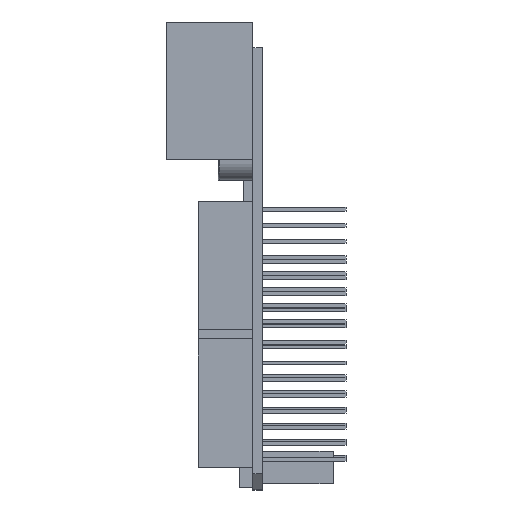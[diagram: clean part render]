
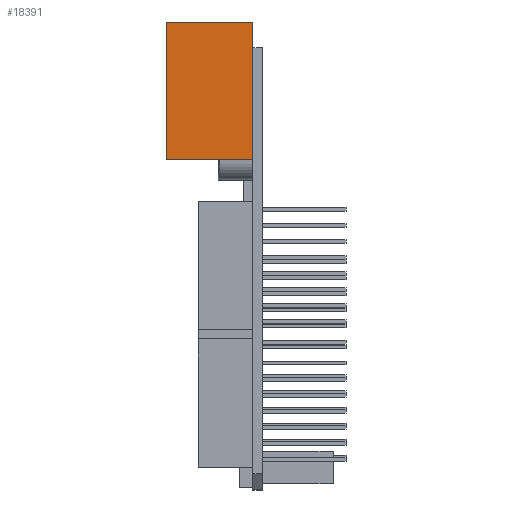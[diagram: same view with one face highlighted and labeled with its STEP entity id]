
A CAD part, left-side view. The second image highlights one B-rep face of the part: STEP entity #18391.
In plain terms, the highlighted planar face has unit normal (-1, 0, 0).
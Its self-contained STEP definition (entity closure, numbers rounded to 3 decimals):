
#959 = VERTEX_POINT ( 'NONE', #11570 ) ;
#1068 = VECTOR ( 'NONE', #7471, 1000. ) ;
#1118 = CARTESIAN_POINT ( 'NONE',  ( -19., 1.5, 37.15 ) ) ;
#3817 = VERTEX_POINT ( 'NONE', #5873 ) ;
#4055 = EDGE_CURVE ( 'NONE', #959, #14387, #6201, .T. ) ;
#4971 = LINE ( 'NONE', #13353, #1068 ) ;
#5068 = DIRECTION ( 'NONE',  ( 0., 0., 1. ) ) ;
#5873 = CARTESIAN_POINT ( 'NONE',  ( -19., 15., 15.75 ) ) ;
#6201 = LINE ( 'NONE', #18172, #18850 ) ;
#6295 = CARTESIAN_POINT ( 'NONE',  ( -19., 15., 37.15 ) ) ;
#6404 = AXIS2_PLACEMENT_3D ( 'NONE', #16874, #7257, #18832 ) ;
#6642 = ORIENTED_EDGE ( 'NONE', *, *, #14362, .F. ) ;
#7257 = DIRECTION ( 'NONE',  ( 1., 0., 0. ) ) ;
#7471 = DIRECTION ( 'NONE',  ( 0., -1., 0. ) ) ;
#7858 = DIRECTION ( 'NONE',  ( 0., -1., 0. ) ) ;
#7931 = LINE ( 'NONE', #6295, #8459 ) ;
#8459 = VECTOR ( 'NONE', #7858, 1000. ) ;
#8520 = EDGE_CURVE ( 'NONE', #3817, #959, #4971, .T. ) ;
#9015 = ORIENTED_EDGE ( 'NONE', *, *, #8520, .T. ) ;
#11570 = CARTESIAN_POINT ( 'NONE',  ( -19., 1.5, 15.75 ) ) ;
#11805 = LINE ( 'NONE', #12576, #16212 ) ;
#12303 = ORIENTED_EDGE ( 'NONE', *, *, #4055, .T. ) ;
#12576 = CARTESIAN_POINT ( 'NONE',  ( -19., 15., 15.75 ) ) ;
#12725 = EDGE_CURVE ( 'NONE', #18912, #14387, #7931, .T. ) ;
#13353 = CARTESIAN_POINT ( 'NONE',  ( -19., 15., 15.75 ) ) ;
#13438 = PLANE ( 'NONE',  #6404 ) ;
#14362 = EDGE_CURVE ( 'NONE', #3817, #18912, #11805, .T. ) ;
#14387 = VERTEX_POINT ( 'NONE', #1118 ) ;
#14988 = EDGE_LOOP ( 'NONE', ( #12303, #15257, #6642, #9015 ) ) ;
#15257 = ORIENTED_EDGE ( 'NONE', *, *, #12725, .F. ) ;
#15597 = CARTESIAN_POINT ( 'NONE',  ( -19., 15., 37.15 ) ) ;
#16212 = VECTOR ( 'NONE', #17521, 1000. ) ;
#16874 = CARTESIAN_POINT ( 'NONE',  ( -19., 15., 15.75 ) ) ;
#17521 = DIRECTION ( 'NONE',  ( 0., 0., 1. ) ) ;
#18172 = CARTESIAN_POINT ( 'NONE',  ( -19., 1.5, 15.75 ) ) ;
#18391 = ADVANCED_FACE ( 'NONE', ( #19498 ), #13438, .F. ) ;
#18832 = DIRECTION ( 'NONE',  ( 0., 0., -1. ) ) ;
#18850 = VECTOR ( 'NONE', #5068, 1000. ) ;
#18912 = VERTEX_POINT ( 'NONE', #15597 ) ;
#19498 = FACE_OUTER_BOUND ( 'NONE', #14988, .T. ) ;
